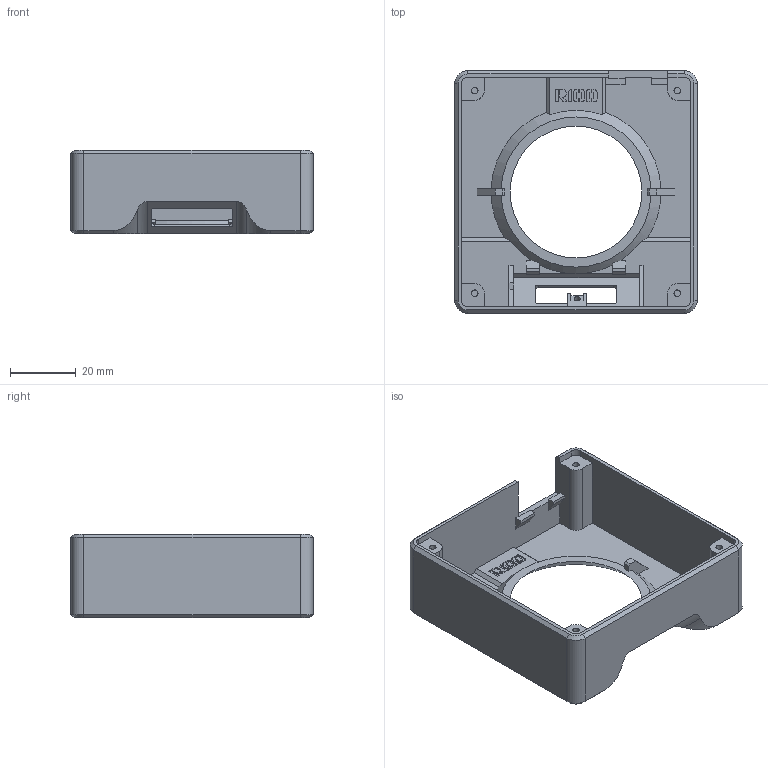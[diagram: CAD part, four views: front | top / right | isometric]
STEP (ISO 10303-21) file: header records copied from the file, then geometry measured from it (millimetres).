
FILE_DESCRIPTION(/* description */ (''),/* implementation_level */ '2;1');
FILE_NAME(/* name */ 'Top v2.step',/* time_stamp */ '2020-10-25T16:49:04-04:00',/* author */ (''),/* organization */ (''),/* preprocessor_version */ 'ST-DEVELOPER v18.1',/* originating_system */ 'Autodesk Translation Framework v9.3.0.1241',/* authorisation */ '');
FILE_SCHEMA (('AUTOMOTIVE_DESIGN { 1 0 10303 214 3 1 1 }'));
Length unit declared in the file: millimetre
Products named in the file (1): Top
Bounding box: 74 x 74 x 25.5 mm (x, y, z)
Volume: 22704.1 mm3; surface area: 22552.2 mm2
Topology: 1 solids, 1 shells, 217 faces, 587 edges, 385 vertices
Faces by surface type: plane 171, cylinder 25, cone 11, bspline 10
Full cylindrical faces by diameter (mm): 1.85 x1, 2 x4
Entity records: 6849 total; most frequent: CARTESIAN_POINT 1384, ORIENTED_EDGE 1174, DIRECTION 1042, EDGE_CURVE 587, LINE 484, VECTOR 484, VERTEX_POINT 385, AXIS2_PLACEMENT_3D 279
